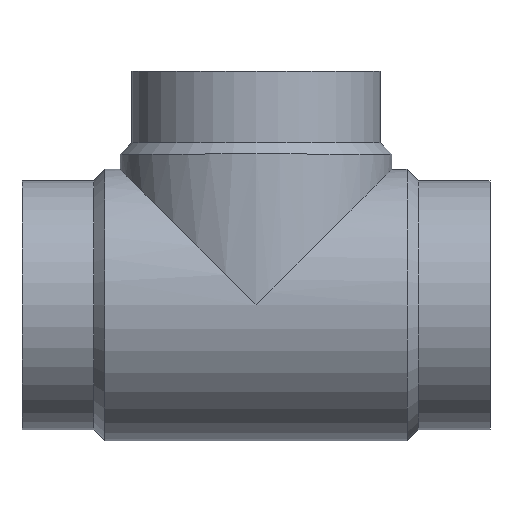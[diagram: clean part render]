
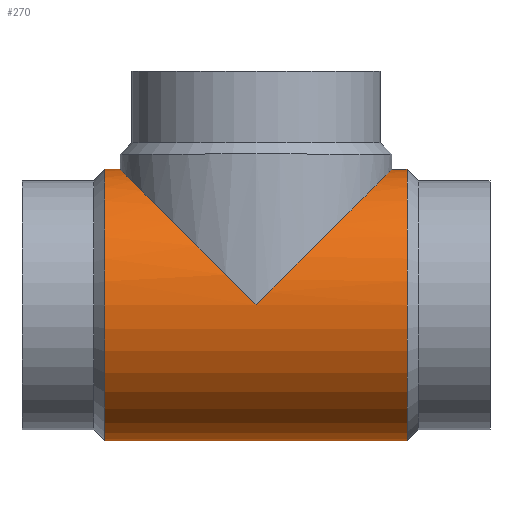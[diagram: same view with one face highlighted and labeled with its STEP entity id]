
A CAD part, top view. The second image highlights one B-rep face of the part: STEP entity #270.
In plain terms, the highlighted cylindrical face has radius 136.35 mm (diameter 272.7 mm), a partial arc.
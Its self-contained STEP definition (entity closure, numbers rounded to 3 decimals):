
#146 = VERTEX_POINT( '', #388 );
#188 = EDGE_CURVE( '', #342, #216, #433, .T. );
#196 = EDGE_CURVE( '', #338, #336, #443, .T. );
#202 = EDGE_CURVE( '', #338, #216, #449, .T. );
#216 = VERTEX_POINT( '', #463 );
#242 = EDGE_CURVE( '', #146, #276, #492, .T. );
#268 = EDGE_CURVE( '', #276, #306, #522, .T. );
#270 = ADVANCED_FACE( '', ( #524 ), #525, .T. );
#276 = VERTEX_POINT( '', #532 );
#290 = EDGE_CURVE( '', #336, #146, #550, .T. );
#306 = VERTEX_POINT( '', #567 );
#336 = VERTEX_POINT( '', #600 );
#338 = VERTEX_POINT( '', #602 );
#342 = VERTEX_POINT( '', #606 );
#348 = EDGE_CURVE( '', #306, #342, #612, .T. );
#388 = CARTESIAN_POINT( '', ( -83.35, 136.35, 0. ) );
#433 = LINE( '', #708, #709 );
#443 = LINE( '', #722, #723 );
#449 = CIRCLE( '', #732, 136.35 );
#463 = CARTESIAN_POINT( '', ( -386.65, 136.35, 0. ) );
#492 = LINE( '', #787, #788 );
#522 = ELLIPSE( '', #829, 192.828, 136.35 );
#524 = FACE_OUTER_BOUND( '', #831, .T. );
#525 = CYLINDRICAL_SURFACE( '', #832, 136.35 );
#532 = CARTESIAN_POINT( '', ( -98.65, 136.35, 0. ) );
#550 = CIRCLE( '', #860, 136.35 );
#567 = CARTESIAN_POINT( '', ( -235., 0., 136.35 ) );
#600 = CARTESIAN_POINT( '', ( -83.35, -136.35, 0. ) );
#602 = CARTESIAN_POINT( '', ( -386.65, -136.35, 0. ) );
#606 = CARTESIAN_POINT( '', ( -371.35, 136.35, 0. ) );
#612 = ELLIPSE( '', #944, 192.828, 136.35 );
#708 = CARTESIAN_POINT( '', ( -235., 136.35, 0. ) );
#709 = VECTOR( '', #1015, 1. );
#722 = CARTESIAN_POINT( '', ( -235., -136.35, 0. ) );
#723 = VECTOR( '', #1025, 1. );
#732 = AXIS2_PLACEMENT_3D( '', #1032, #1033, #1034 );
#787 = CARTESIAN_POINT( '', ( -235., 136.35, 0. ) );
#788 = VECTOR( '', #1067, 1. );
#829 = AXIS2_PLACEMENT_3D( '', #1119, #1120, #1121 );
#831 = EDGE_LOOP( '', ( #1123, #1124, #1125, #1126, #1127, #1128, #1129 ) );
#832 = AXIS2_PLACEMENT_3D( '', #1130, #1131, #1132 );
#860 = AXIS2_PLACEMENT_3D( '', #1184, #1185, #1186 );
#944 = AXIS2_PLACEMENT_3D( '', #1258, #1259, #1260 );
#1015 = DIRECTION( '', ( -1., 0., 0. ) );
#1025 = DIRECTION( '', ( 1., 0., 0. ) );
#1032 = CARTESIAN_POINT( '', ( -386.65, 0., 0. ) );
#1033 = DIRECTION( '', ( -1., 0., 0. ) );
#1034 = DIRECTION( '', ( 0., 1., 0. ) );
#1067 = DIRECTION( '', ( -1., 0., 0. ) );
#1119 = CARTESIAN_POINT( '', ( -235., 0., 0. ) );
#1120 = DIRECTION( '', ( 0.707, -0.707, 0. ) );
#1121 = DIRECTION( '', ( 0.707, 0.707, 0. ) );
#1123 = ORIENTED_EDGE( '', *, *, #242, .T. );
#1124 = ORIENTED_EDGE( '', *, *, #268, .T. );
#1125 = ORIENTED_EDGE( '', *, *, #348, .T. );
#1126 = ORIENTED_EDGE( '', *, *, #188, .T. );
#1127 = ORIENTED_EDGE( '', *, *, #202, .F. );
#1128 = ORIENTED_EDGE( '', *, *, #196, .T. );
#1129 = ORIENTED_EDGE( '', *, *, #290, .T. );
#1130 = CARTESIAN_POINT( '', ( -235., 0., 0. ) );
#1131 = DIRECTION( '', ( 1., 0., 0. ) );
#1132 = DIRECTION( '', ( 0., 1., 0. ) );
#1184 = CARTESIAN_POINT( '', ( -83.35, 0., 0. ) );
#1185 = DIRECTION( '', ( -1., 0., 0. ) );
#1186 = DIRECTION( '', ( 0., 1., 0. ) );
#1258 = CARTESIAN_POINT( '', ( -235., 0., 0. ) );
#1259 = DIRECTION( '', ( -0.707, -0.707, 0. ) );
#1260 = DIRECTION( '', ( 0.707, -0.707, 0. ) );
